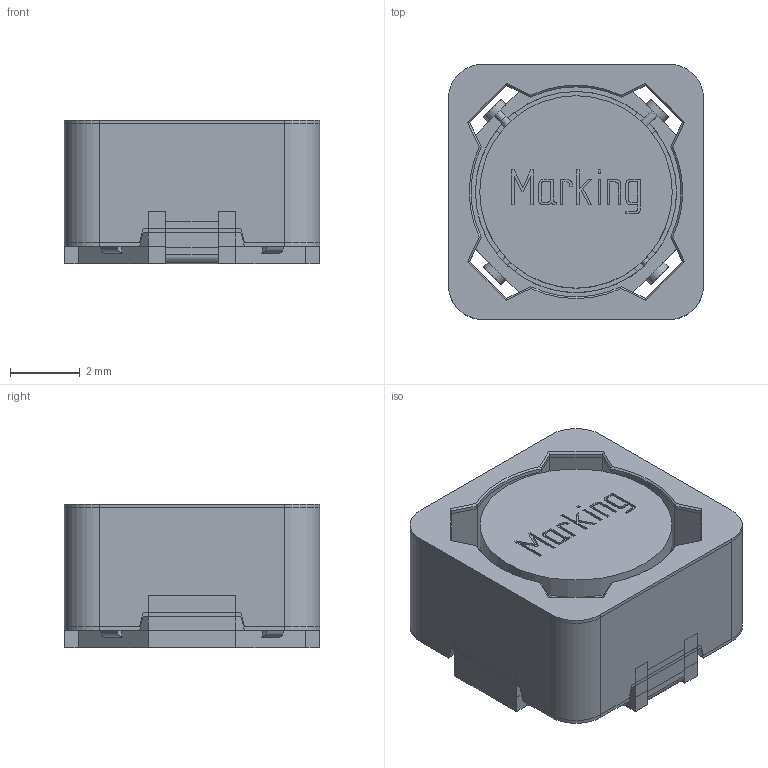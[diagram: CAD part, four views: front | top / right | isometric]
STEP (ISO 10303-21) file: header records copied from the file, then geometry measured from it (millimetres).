
FILE_DESCRIPTION( ( 'Unknown' ), '1' );
FILE_NAME( '744777910.stp', 'Unknown', ( 'Unknown' ), ( 'Unknown' ), 'XStep 1.0', 'Unknown', ' ' );
FILE_SCHEMA( ( 'automotive_design' ) );
Length unit declared in the file: millimetre
Products named in the file (8): Assem1; Kern; Schirmring; Boden; Pins
Bounding box: 7.3 x 7.3 x 4.1 mm (x, y, z)
Surface area: 1391.7 mm2
Topology: 14 solids, 14 shells, 600 faces, 1616 edges, 1058 vertices
Faces by surface type: plane 444, cylinder 92, bspline 28, extrusion 28, cone 8
Full cylindrical faces by diameter (mm): 2.75 x2, 5.5 x4, 5.75 x2
Entity records: 13209 total; most frequent: CARTESIAN_POINT 5314, ORIENTED_EDGE 1568, DIRECTION 1321, EDGE_CURVE 784, VECTOR 543, LINE 529, VERTEX_POINT 523, AXIS2_PLACEMENT_3D 389
